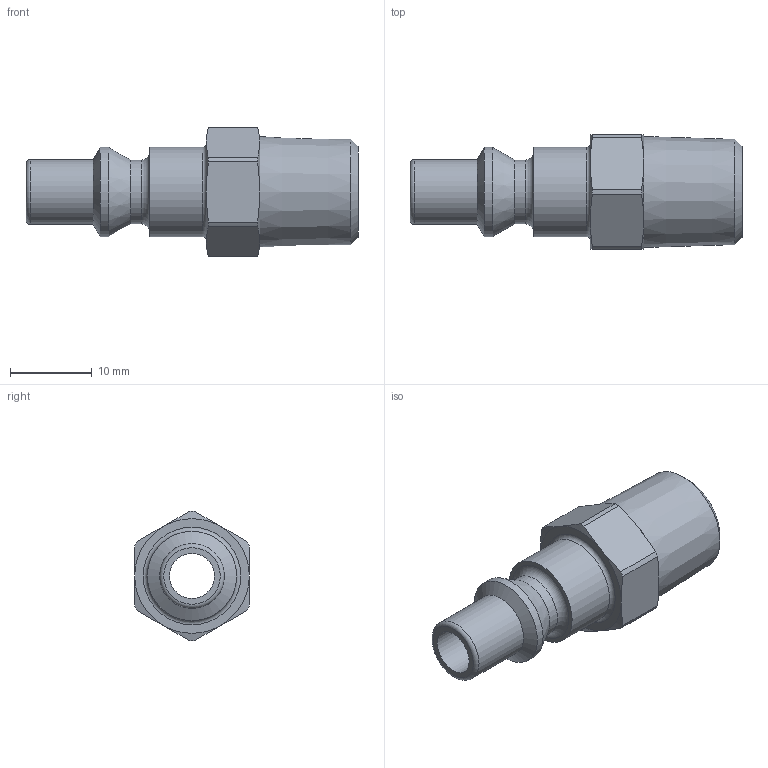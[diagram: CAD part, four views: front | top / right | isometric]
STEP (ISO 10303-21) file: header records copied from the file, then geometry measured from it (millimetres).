
FILE_DESCRIPTION((''),'2;1');
FILE_NAME('22sfak13sxn.stp','2014-01-10T08:37:38',('IA176480'),(''),'Autodesk Inventor 2013','Autodesk Inventor 2013','');
FILE_SCHEMA(('AUTOMOTIVE_DESIGN { 1 0 10303 214 1 1 1 1 }'));
Length unit declared in the file: millimetre
Products named in the file (1): D108993
Bounding box: 40.5 x 14 x 15.8 mm (x, y, z)
Volume: 2810.8 mm3; surface area: 2518.9 mm2
Topology: 1 solids, 1 shells, 44 faces, 94 edges, 55 vertices
Faces by surface type: cone 18, cylinder 12, plane 11, torus 3
Full cylindrical faces by diameter (mm): 5.5 x1, 7.5 x1, 7.8 x1, 7.9 x1, 10.9 x2
Entity records: 1108 total; most frequent: CARTESIAN_POINT 227, DIRECTION 188, ORIENTED_EDGE 158, AXIS2_PLACEMENT_3D 88, EDGE_CURVE 79, EDGE_LOOP 64, VERTEX_POINT 55, FACE_OUTER_BOUND 44
